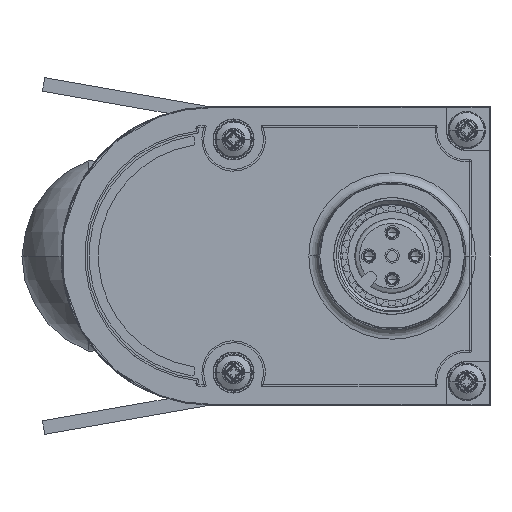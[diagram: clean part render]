
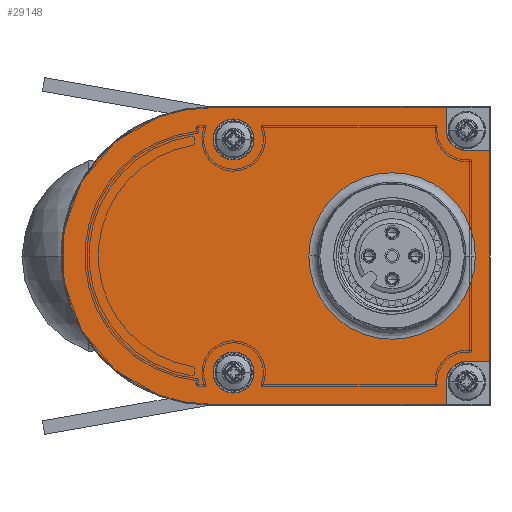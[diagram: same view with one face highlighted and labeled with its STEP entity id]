
A CAD part, left-side view. The second image highlights one B-rep face of the part: STEP entity #29148.
In plain terms, the highlighted face is planar.
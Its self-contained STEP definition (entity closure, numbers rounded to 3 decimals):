
#25878=CARTESIAN_POINT('',(12.5,-2.5,0.));
#25879=DIRECTION('',(0.,0.,1.));
#25880=DIRECTION('',(1.,0.,0.));
#25881=AXIS2_PLACEMENT_3D('',#25878,#25879,#25880);
#25883=CARTESIAN_POINT('',(12.5,-2.5,0.));
#25884=DIRECTION('',(0.,0.,1.));
#25885=DIRECTION('',(-1.,0.,0.));
#25886=AXIS2_PLACEMENT_3D('',#25883,#25884,#25885);
#25888=CARTESIAN_POINT('',(-12.5,-2.5,0.));
#25889=DIRECTION('',(0.,0.,1.));
#25890=DIRECTION('',(1.,0.,0.));
#25891=AXIS2_PLACEMENT_3D('',#25888,#25889,#25890);
#25893=CARTESIAN_POINT('',(-12.5,-2.5,0.));
#25894=DIRECTION('',(0.,0.,1.));
#25895=DIRECTION('',(-1.,0.,0.));
#25896=AXIS2_PLACEMENT_3D('',#25893,#25894,#25895);
#25898=CARTESIAN_POINT('',(0.,0.,0.));
#25899=DIRECTION('',(0.,0.,1.));
#25900=DIRECTION('',(1.,0.,0.));
#25901=AXIS2_PLACEMENT_3D('',#25898,#25899,#25900);
#25903=DIRECTION('',(0.,1.,0.));
#25904=VECTOR('',#25903,25.3);
#25905=CARTESIAN_POINT('',(15.895,-25.3,0.));
#25906=LINE('',#25905,#25904);
#25907=DIRECTION('',(-1.,0.,0.));
#25908=VECTOR('',#25907,2.395);
#25909=CARTESIAN_POINT('',(15.895,-25.3,0.));
#25910=LINE('',#25909,#25908);
#25911=CARTESIAN_POINT('',(13.5,-27.5,0.));
#25912=DIRECTION('',(0.,0.,1.));
#25913=DIRECTION('',(0.,1.,0.));
#25914=AXIS2_PLACEMENT_3D('',#25911,#25912,#25913);
#25916=DIRECTION('',(0.,1.,0.));
#25917=VECTOR('',#25916,2.395);
#25918=CARTESIAN_POINT('',(11.3,-29.895,0.));
#25919=LINE('',#25918,#25917);
#25920=DIRECTION('',(1.,0.,0.));
#25921=VECTOR('',#25920,22.6);
#25922=CARTESIAN_POINT('',(-11.3,-29.895,0.));
#25923=LINE('',#25922,#25921);
#25924=DIRECTION('',(0.,1.,0.));
#25925=VECTOR('',#25924,2.395);
#25926=CARTESIAN_POINT('',(-11.3,-29.895,0.));
#25927=LINE('',#25926,#25925);
#25928=CARTESIAN_POINT('',(-13.5,-27.5,0.));
#25929=DIRECTION('',(0.,0.,1.));
#25930=DIRECTION('',(1.,0.,0.));
#25931=AXIS2_PLACEMENT_3D('',#25928,#25929,#25930);
#25933=DIRECTION('',(1.,0.,0.));
#25934=VECTOR('',#25933,2.395);
#25935=CARTESIAN_POINT('',(-15.895,-25.3,0.));
#25936=LINE('',#25935,#25934);
#25937=DIRECTION('',(0.,1.,0.));
#25938=VECTOR('',#25937,25.3);
#25939=CARTESIAN_POINT('',(-15.895,-25.3,0.));
#25940=LINE('',#25939,#25938);
#25941=CARTESIAN_POINT('',(0.,-19.5,0.));
#25942=DIRECTION('',(0.,0.,1.));
#25943=DIRECTION('',(0.,1.,0.));
#25944=AXIS2_PLACEMENT_3D('',#25941,#25942,#25943);
#25946=CARTESIAN_POINT('',(0.,-19.5,0.));
#25947=DIRECTION('',(0.,0.,1.));
#25948=DIRECTION('',(0.,-1.,0.));
#25949=AXIS2_PLACEMENT_3D('',#25946,#25947,#25948);
#28737=CARTESIAN_POINT('',(15.895,0.,0.));
#28739=VERTEX_POINT('',#28737);
#28741=CARTESIAN_POINT('',(-15.895,0.,0.));
#28743=VERTEX_POINT('',#28741);
#28752=CARTESIAN_POINT('',(14.7,-2.5,0.));
#28753=CARTESIAN_POINT('',(10.3,-2.5,0.));
#28754=VERTEX_POINT('',#28752);
#28755=VERTEX_POINT('',#28753);
#28756=CARTESIAN_POINT('',(-10.3,-2.5,0.));
#28757=CARTESIAN_POINT('',(-14.7,-2.5,0.));
#28758=VERTEX_POINT('',#28756);
#28759=VERTEX_POINT('',#28757);
#28871=CARTESIAN_POINT('',(0.,-10.575,0.));
#28872=CARTESIAN_POINT('',(0.,-28.425,0.));
#28873=VERTEX_POINT('',#28871);
#28874=VERTEX_POINT('',#28872);
#29047=CARTESIAN_POINT('',(13.5,-25.3,0.));
#29048=CARTESIAN_POINT('',(11.3,-27.5,0.));
#29049=VERTEX_POINT('',#29047);
#29050=VERTEX_POINT('',#29048);
#29051=CARTESIAN_POINT('',(-11.3,-27.5,0.));
#29052=CARTESIAN_POINT('',(-13.5,-25.3,0.));
#29053=VERTEX_POINT('',#29051);
#29054=VERTEX_POINT('',#29052);
#29055=CARTESIAN_POINT('',(15.895,-25.3,0.));
#29056=VERTEX_POINT('',#29055);
#29057=CARTESIAN_POINT('',(11.3,-29.895,0.));
#29058=VERTEX_POINT('',#29057);
#29059=CARTESIAN_POINT('',(-11.3,-29.895,0.));
#29060=VERTEX_POINT('',#29059);
#29061=CARTESIAN_POINT('',(-15.895,-25.3,0.));
#29062=VERTEX_POINT('',#29061);
#29103=CARTESIAN_POINT('',(0.,0.,0.));
#29104=DIRECTION('',(0.,0.,1.));
#29105=DIRECTION('',(1.,0.,0.));
#29106=AXIS2_PLACEMENT_3D('',#29103,#29104,#29105);
#29107=PLANE('',#29106);
#29109=ORIENTED_EDGE('',*,*,#29108,.F.);
#29111=ORIENTED_EDGE('',*,*,#29110,.F.);
#29113=ORIENTED_EDGE('',*,*,#29112,.T.);
#29115=ORIENTED_EDGE('',*,*,#29114,.T.);
#29117=ORIENTED_EDGE('',*,*,#29116,.F.);
#29119=ORIENTED_EDGE('',*,*,#29118,.F.);
#29121=ORIENTED_EDGE('',*,*,#29120,.T.);
#29123=ORIENTED_EDGE('',*,*,#29122,.T.);
#29125=ORIENTED_EDGE('',*,*,#29124,.F.);
#29127=ORIENTED_EDGE('',*,*,#29126,.T.);
#29128=EDGE_LOOP('',(#29109,#29111,#29113,#29115,#29117,#29119,#29121,#29123,
#29125,#29127));
#29129=FACE_OUTER_BOUND('',#29128,.F.);
#29131=ORIENTED_EDGE('',*,*,#29130,.T.);
#29133=ORIENTED_EDGE('',*,*,#29132,.T.);
#29134=EDGE_LOOP('',(#29131,#29133));
#29135=FACE_BOUND('',#29134,.F.);
#29137=ORIENTED_EDGE('',*,*,#29136,.T.);
#29139=ORIENTED_EDGE('',*,*,#29138,.T.);
#29140=EDGE_LOOP('',(#29137,#29139));
#29141=FACE_BOUND('',#29140,.F.);
#29143=ORIENTED_EDGE('',*,*,#29142,.T.);
#29145=ORIENTED_EDGE('',*,*,#29144,.T.);
#29146=EDGE_LOOP('',(#29143,#29145));
#29147=FACE_BOUND('',#29146,.F.);
#29148=ADVANCED_FACE('',(#29129,#29135,#29141,#29147),#29107,.T.);
#25882=CIRCLE('',#25881,2.2);
#25887=CIRCLE('',#25886,2.2);
#25892=CIRCLE('',#25891,2.2);
#25897=CIRCLE('',#25896,2.2);
#25902=CIRCLE('',#25901,15.895);
#25915=CIRCLE('',#25914,2.2);
#25932=CIRCLE('',#25931,2.2);
#25945=CIRCLE('',#25944,8.925);
#25950=CIRCLE('',#25949,8.925);
#29108=EDGE_CURVE('',#28739,#28743,#25902,.T.);
#29110=EDGE_CURVE('',#29056,#28739,#25906,.T.);
#29112=EDGE_CURVE('',#29056,#29049,#25910,.T.);
#29114=EDGE_CURVE('',#29049,#29050,#25915,.T.);
#29116=EDGE_CURVE('',#29058,#29050,#25919,.T.);
#29118=EDGE_CURVE('',#29060,#29058,#25923,.T.);
#29120=EDGE_CURVE('',#29060,#29053,#25927,.T.);
#29122=EDGE_CURVE('',#29053,#29054,#25932,.T.);
#29124=EDGE_CURVE('',#29062,#29054,#25936,.T.);
#29126=EDGE_CURVE('',#29062,#28743,#25940,.T.);
#29130=EDGE_CURVE('',#28758,#28759,#25892,.T.);
#29132=EDGE_CURVE('',#28759,#28758,#25897,.T.);
#29136=EDGE_CURVE('',#28754,#28755,#25882,.T.);
#29138=EDGE_CURVE('',#28755,#28754,#25887,.T.);
#29142=EDGE_CURVE('',#28873,#28874,#25945,.T.);
#29144=EDGE_CURVE('',#28874,#28873,#25950,.T.);
